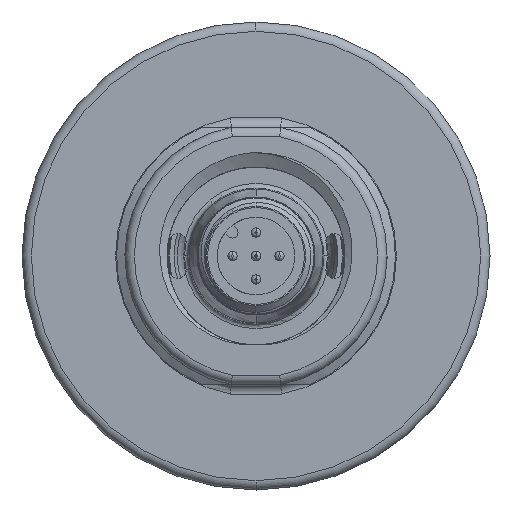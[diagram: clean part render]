
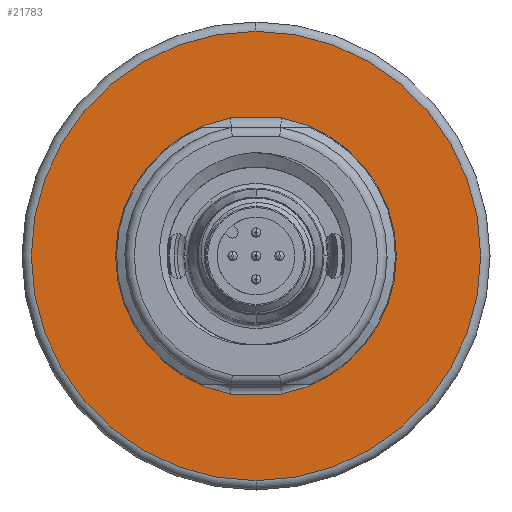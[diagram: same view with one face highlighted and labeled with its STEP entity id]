
A CAD part, front view. The second image highlights one B-rep face of the part: STEP entity #21783.
In plain terms, the highlighted planar face has unit normal (0, -1, 0).
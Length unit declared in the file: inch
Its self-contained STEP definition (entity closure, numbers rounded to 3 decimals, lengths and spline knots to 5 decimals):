
#5624=CARTESIAN_POINT('',(0.,-0.11811,0.));
#5625=DIRECTION('',(0.,1.,0.));
#5626=DIRECTION('',(0.,0.,-1.));
#5627=AXIS2_PLACEMENT_3D('',#5624,#5625,#5626);
#5629=CARTESIAN_POINT('',(0.,-0.11811,0.));
#5630=DIRECTION('',(0.,1.,0.));
#5631=DIRECTION('',(0.,0.,1.));
#5632=AXIS2_PLACEMENT_3D('',#5629,#5630,#5631);
#5634=CARTESIAN_POINT('',(0.,-0.11811,0.));
#5635=DIRECTION('',(0.,-1.,0.));
#5636=DIRECTION('',(-0.182,0.,0.983));
#5637=AXIS2_PLACEMENT_3D('',#5634,#5635,#5636);
#5639=DIRECTION('',(1.,0.,0.));
#5640=VECTOR('',#5639,0.21474);
#5641=CARTESIAN_POINT('',(-0.10737,-0.11811,
-0.58071));
#5642=LINE('',#5641,#5640);
#5643=CARTESIAN_POINT('',(0.,-0.11811,0.));
#5644=DIRECTION('',(0.,-1.,0.));
#5645=DIRECTION('',(0.182,0.,-0.983));
#5646=AXIS2_PLACEMENT_3D('',#5643,#5644,#5645);
#5648=DIRECTION('',(-1.,0.,0.));
#5649=VECTOR('',#5648,0.21474);
#5650=CARTESIAN_POINT('',(0.10737,-0.11811,
0.58071));
#5651=LINE('',#5650,#5649);
#12771=CARTESIAN_POINT('',(-0.10737,-0.11811,
0.58071));
#12772=CARTESIAN_POINT('',(-0.10737,-0.11811,
-0.58071));
#12773=VERTEX_POINT('',#12771);
#12774=VERTEX_POINT('',#12772);
#12779=CARTESIAN_POINT('',(0.10737,-0.11811,
-0.58071));
#12780=CARTESIAN_POINT('',(0.10737,-0.11811,
0.58071));
#12781=VERTEX_POINT('',#12779);
#12782=VERTEX_POINT('',#12780);
#12807=CARTESIAN_POINT('',(0.,-0.11811,-0.94488));
#12808=CARTESIAN_POINT('',(0.,-0.11811,0.94488));
#12809=VERTEX_POINT('',#12807);
#12810=VERTEX_POINT('',#12808);
#21763=CARTESIAN_POINT('',(0.,-0.11811,0.));
#21764=DIRECTION('',(0.,-1.,0.));
#21765=DIRECTION('',(0.,0.,1.));
#21766=AXIS2_PLACEMENT_3D('',#21763,#21764,#21765);
#21767=PLANE('',#21766);
#21769=ORIENTED_EDGE('',*,*,#21768,.T.);
#21771=ORIENTED_EDGE('',*,*,#21770,.T.);
#21772=EDGE_LOOP('',(#21769,#21771));
#21773=FACE_OUTER_BOUND('',#21772,.F.);
#21774=ORIENTED_EDGE('',*,*,#21753,.T.);
#21776=ORIENTED_EDGE('',*,*,#21775,.T.);
#21778=ORIENTED_EDGE('',*,*,#21777,.T.);
#21780=ORIENTED_EDGE('',*,*,#21779,.T.);
#21781=EDGE_LOOP('',(#21774,#21776,#21778,#21780));
#21782=FACE_BOUND('',#21781,.F.);
#21783=ADVANCED_FACE('',(#21773,#21782),#21767,.T.);
#5628=CIRCLE('',#5627,0.94488);
#5633=CIRCLE('',#5632,0.94488);
#5638=CIRCLE('',#5637,0.59055);
#5647=CIRCLE('',#5646,0.59055);
#21753=EDGE_CURVE('',#12773,#12774,#5638,.T.);
#21768=EDGE_CURVE('',#12809,#12810,#5628,.T.);
#21770=EDGE_CURVE('',#12810,#12809,#5633,.T.);
#21775=EDGE_CURVE('',#12774,#12781,#5642,.T.);
#21777=EDGE_CURVE('',#12781,#12782,#5647,.T.);
#21779=EDGE_CURVE('',#12782,#12773,#5651,.T.);
